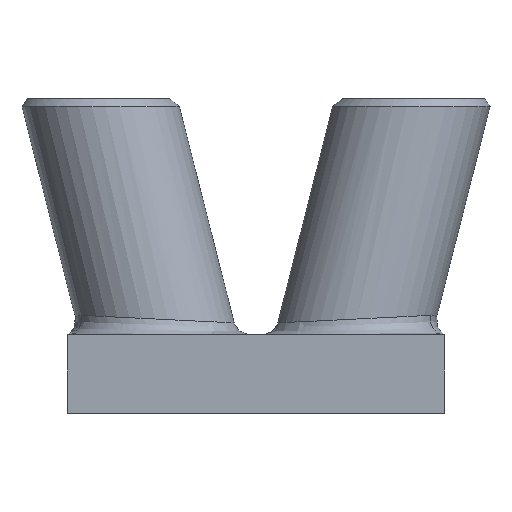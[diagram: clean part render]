
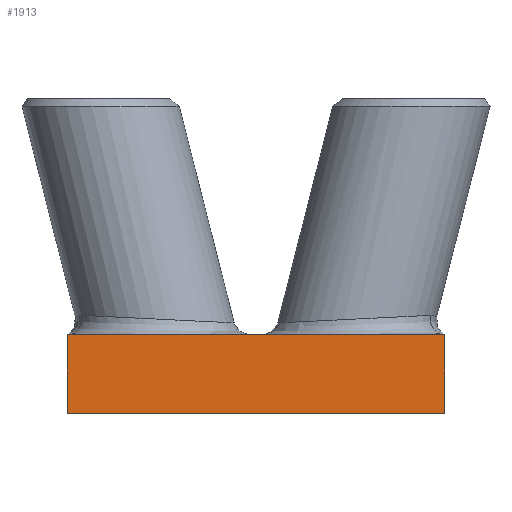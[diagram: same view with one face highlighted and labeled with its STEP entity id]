
A CAD part, front view. The second image highlights one B-rep face of the part: STEP entity #1913.
In plain terms, the highlighted planar face has unit normal (0, -1, 0).
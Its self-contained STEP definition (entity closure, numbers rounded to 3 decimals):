
#81 = PLANE('',#82);
#82 = AXIS2_PLACEMENT_3D('',#83,#84,#85);
#83 = CARTESIAN_POINT('',(0.,16.764,5.));
#84 = DIRECTION('',(0.,0.,1.));
#85 = DIRECTION('',(1.,0.,0.));
#534 = VERTEX_POINT('',#535);
#535 = CARTESIAN_POINT('',(-12.,5.,5.));
#549 = PLANE('',#550);
#550 = AXIS2_PLACEMENT_3D('',#551,#552,#553);
#551 = CARTESIAN_POINT('',(-12.,27.5,0.));
#552 = DIRECTION('',(1.,0.,0.));
#553 = DIRECTION('',(0.,-1.,0.));
#561 = EDGE_CURVE('',#534,#562,#564,.T.);
#562 = VERTEX_POINT('',#563);
#563 = CARTESIAN_POINT('',(12.,5.,5.));
#564 = SURFACE_CURVE('',#565,(#569,#576),.PCURVE_S1.);
#565 = LINE('',#566,#567);
#566 = CARTESIAN_POINT('',(-12.,5.,5.));
#567 = VECTOR('',#568,1.);
#568 = DIRECTION('',(1.,0.,0.));
#569 = PCURVE('',#81,#570);
#570 = DEFINITIONAL_REPRESENTATION('',(#571),#575);
#571 = LINE('',#572,#573);
#572 = CARTESIAN_POINT('',(-12.,-11.764));
#573 = VECTOR('',#574,1.);
#574 = DIRECTION('',(1.,0.));
#575 = ( GEOMETRIC_REPRESENTATION_CONTEXT(2) 
PARAMETRIC_REPRESENTATION_CONTEXT() REPRESENTATION_CONTEXT('2D SPACE',''
  ) );
#576 = PCURVE('',#577,#582);
#577 = PLANE('',#578);
#578 = AXIS2_PLACEMENT_3D('',#579,#580,#581);
#579 = CARTESIAN_POINT('',(-12.,5.,0.));
#580 = DIRECTION('',(0.,1.,0.));
#581 = DIRECTION('',(1.,0.,0.));
#582 = DEFINITIONAL_REPRESENTATION('',(#583),#587);
#583 = LINE('',#584,#585);
#584 = CARTESIAN_POINT('',(0.,-5.));
#585 = VECTOR('',#586,1.);
#586 = DIRECTION('',(1.,0.));
#587 = ( GEOMETRIC_REPRESENTATION_CONTEXT(2) 
PARAMETRIC_REPRESENTATION_CONTEXT() REPRESENTATION_CONTEXT('2D SPACE',''
  ) );
#605 = PLANE('',#606);
#606 = AXIS2_PLACEMENT_3D('',#607,#608,#609);
#607 = CARTESIAN_POINT('',(12.,5.,0.));
#608 = DIRECTION('',(-1.,0.,0.));
#609 = DIRECTION('',(0.,1.,0.));
#1745 = EDGE_CURVE('',#1746,#534,#1748,.T.);
#1746 = VERTEX_POINT('',#1747);
#1747 = CARTESIAN_POINT('',(-12.,5.,0.));
#1748 = SURFACE_CURVE('',#1749,(#1753,#1760),.PCURVE_S1.);
#1749 = LINE('',#1750,#1751);
#1750 = CARTESIAN_POINT('',(-12.,5.,0.));
#1751 = VECTOR('',#1752,1.);
#1752 = DIRECTION('',(0.,0.,1.));
#1753 = PCURVE('',#549,#1754);
#1754 = DEFINITIONAL_REPRESENTATION('',(#1755),#1759);
#1755 = LINE('',#1756,#1757);
#1756 = CARTESIAN_POINT('',(22.5,0.));
#1757 = VECTOR('',#1758,1.);
#1758 = DIRECTION('',(0.,-1.));
#1759 = ( GEOMETRIC_REPRESENTATION_CONTEXT(2) 
PARAMETRIC_REPRESENTATION_CONTEXT() REPRESENTATION_CONTEXT('2D SPACE',''
  ) );
#1760 = PCURVE('',#577,#1761);
#1761 = DEFINITIONAL_REPRESENTATION('',(#1762),#1766);
#1762 = LINE('',#1763,#1764);
#1763 = CARTESIAN_POINT('',(0.,0.));
#1764 = VECTOR('',#1765,1.);
#1765 = DIRECTION('',(0.,-1.));
#1766 = ( GEOMETRIC_REPRESENTATION_CONTEXT(2) 
PARAMETRIC_REPRESENTATION_CONTEXT() REPRESENTATION_CONTEXT('2D SPACE',''
  ) );
#1784 = PLANE('',#1785);
#1785 = AXIS2_PLACEMENT_3D('',#1786,#1787,#1788);
#1786 = CARTESIAN_POINT('',(0.,16.764,0.));
#1787 = DIRECTION('',(0.,0.,1.));
#1788 = DIRECTION('',(1.,0.,0.));
#1913 = ADVANCED_FACE('',(#1914),#577,.F.);
#1914 = FACE_BOUND('',#1915,.F.);
#1915 = EDGE_LOOP('',(#1916,#1917,#1918,#1941));
#1916 = ORIENTED_EDGE('',*,*,#1745,.T.);
#1917 = ORIENTED_EDGE('',*,*,#561,.T.);
#1918 = ORIENTED_EDGE('',*,*,#1919,.F.);
#1919 = EDGE_CURVE('',#1920,#562,#1922,.T.);
#1920 = VERTEX_POINT('',#1921);
#1921 = CARTESIAN_POINT('',(12.,5.,0.));
#1922 = SURFACE_CURVE('',#1923,(#1927,#1934),.PCURVE_S1.);
#1923 = LINE('',#1924,#1925);
#1924 = CARTESIAN_POINT('',(12.,5.,0.));
#1925 = VECTOR('',#1926,1.);
#1926 = DIRECTION('',(0.,0.,1.));
#1927 = PCURVE('',#577,#1928);
#1928 = DEFINITIONAL_REPRESENTATION('',(#1929),#1933);
#1929 = LINE('',#1930,#1931);
#1930 = CARTESIAN_POINT('',(24.,0.));
#1931 = VECTOR('',#1932,1.);
#1932 = DIRECTION('',(0.,-1.));
#1933 = ( GEOMETRIC_REPRESENTATION_CONTEXT(2) 
PARAMETRIC_REPRESENTATION_CONTEXT() REPRESENTATION_CONTEXT('2D SPACE',''
  ) );
#1934 = PCURVE('',#605,#1935);
#1935 = DEFINITIONAL_REPRESENTATION('',(#1936),#1940);
#1936 = LINE('',#1937,#1938);
#1937 = CARTESIAN_POINT('',(0.,0.));
#1938 = VECTOR('',#1939,1.);
#1939 = DIRECTION('',(0.,-1.));
#1940 = ( GEOMETRIC_REPRESENTATION_CONTEXT(2) 
PARAMETRIC_REPRESENTATION_CONTEXT() REPRESENTATION_CONTEXT('2D SPACE',''
  ) );
#1941 = ORIENTED_EDGE('',*,*,#1942,.F.);
#1942 = EDGE_CURVE('',#1746,#1920,#1943,.T.);
#1943 = SURFACE_CURVE('',#1944,(#1948,#1955),.PCURVE_S1.);
#1944 = LINE('',#1945,#1946);
#1945 = CARTESIAN_POINT('',(-12.,5.,0.));
#1946 = VECTOR('',#1947,1.);
#1947 = DIRECTION('',(1.,0.,0.));
#1948 = PCURVE('',#577,#1949);
#1949 = DEFINITIONAL_REPRESENTATION('',(#1950),#1954);
#1950 = LINE('',#1951,#1952);
#1951 = CARTESIAN_POINT('',(0.,0.));
#1952 = VECTOR('',#1953,1.);
#1953 = DIRECTION('',(1.,0.));
#1954 = ( GEOMETRIC_REPRESENTATION_CONTEXT(2) 
PARAMETRIC_REPRESENTATION_CONTEXT() REPRESENTATION_CONTEXT('2D SPACE',''
  ) );
#1955 = PCURVE('',#1784,#1956);
#1956 = DEFINITIONAL_REPRESENTATION('',(#1957),#1961);
#1957 = LINE('',#1958,#1959);
#1958 = CARTESIAN_POINT('',(-12.,-11.764));
#1959 = VECTOR('',#1960,1.);
#1960 = DIRECTION('',(1.,0.));
#1961 = ( GEOMETRIC_REPRESENTATION_CONTEXT(2) 
PARAMETRIC_REPRESENTATION_CONTEXT() REPRESENTATION_CONTEXT('2D SPACE',''
  ) );
